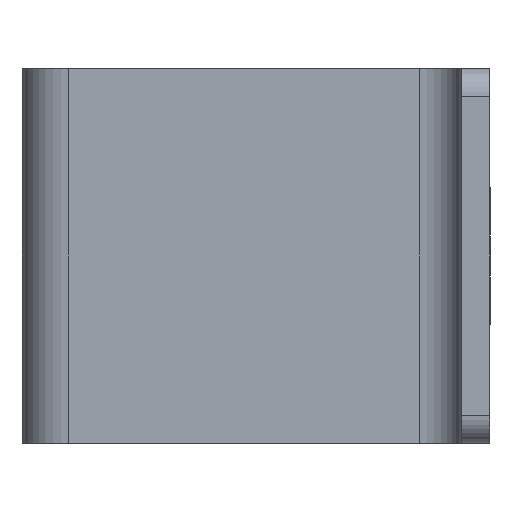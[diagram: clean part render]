
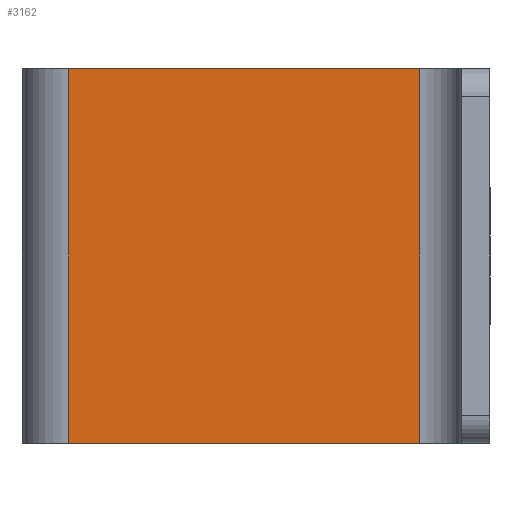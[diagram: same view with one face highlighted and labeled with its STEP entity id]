
A CAD part, left-side view. The second image highlights one B-rep face of the part: STEP entity #3162.
In plain terms, the highlighted planar face has unit normal (-1, 0, 0).
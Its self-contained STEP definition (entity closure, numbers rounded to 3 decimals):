
#54 = EDGE_LOOP ( 'NONE', ( #2372, #1778, #1436, #116 ) ) ;
#66 = DIRECTION ( 'NONE',  ( 0., 0., 1. ) ) ;
#84 = AXIS2_PLACEMENT_3D ( 'NONE', #1204, #276, #504 ) ;
#116 = ORIENTED_EDGE ( 'NONE', *, *, #818, .F. ) ;
#276 = DIRECTION ( 'NONE',  ( -1., 0., 0. ) ) ;
#504 = DIRECTION ( 'NONE',  ( 0., -1., 0. ) ) ;
#698 = FACE_OUTER_BOUND ( 'NONE', #54, .T. ) ;
#700 = EDGE_CURVE ( 'NONE', #2340, #2953, #3082, .T. ) ;
#818 = EDGE_CURVE ( 'NONE', #1923, #1745, #2042, .T. ) ;
#979 = CARTESIAN_POINT ( 'NONE',  ( -300., 4.5, -20. ) ) ;
#1030 = CARTESIAN_POINT ( 'NONE',  ( -300., 42., -20. ) ) ;
#1062 = VECTOR ( 'NONE', #1284, 1000. ) ;
#1154 = VECTOR ( 'NONE', #66, 1000. ) ;
#1204 = CARTESIAN_POINT ( 'NONE',  ( -300., 47., -20. ) ) ;
#1284 = DIRECTION ( 'NONE',  ( 0., -1., 0. ) ) ;
#1351 = EDGE_CURVE ( 'NONE', #2953, #1745, #1526, .T. ) ;
#1436 = ORIENTED_EDGE ( 'NONE', *, *, #1351, .T. ) ;
#1502 = EDGE_CURVE ( 'NONE', #2340, #1923, #1589, .T. ) ;
#1526 = LINE ( 'NONE', #1787, #1154 ) ;
#1551 = CARTESIAN_POINT ( 'NONE',  ( -300., 42., 20. ) ) ;
#1589 = LINE ( 'NONE', #2612, #2700 ) ;
#1745 = VERTEX_POINT ( 'NONE', #1960 ) ;
#1778 = ORIENTED_EDGE ( 'NONE', *, *, #700, .T. ) ;
#1787 = CARTESIAN_POINT ( 'NONE',  ( -300., 4.5, -20. ) ) ;
#1923 = VERTEX_POINT ( 'NONE', #1551 ) ;
#1960 = CARTESIAN_POINT ( 'NONE',  ( -300., 4.5, 20. ) ) ;
#2042 = LINE ( 'NONE', #2295, #3155 ) ;
#2295 = CARTESIAN_POINT ( 'NONE',  ( -300., 47., 20. ) ) ;
#2340 = VERTEX_POINT ( 'NONE', #1030 ) ;
#2372 = ORIENTED_EDGE ( 'NONE', *, *, #1502, .F. ) ;
#2561 = DIRECTION ( 'NONE',  ( 0., -1., 0. ) ) ;
#2612 = CARTESIAN_POINT ( 'NONE',  ( -300., 42., -20. ) ) ;
#2700 = VECTOR ( 'NONE', #3108, 1000. ) ;
#2953 = VERTEX_POINT ( 'NONE', #979 ) ;
#3000 = PLANE ( 'NONE',  #84 ) ;
#3068 = CARTESIAN_POINT ( 'NONE',  ( -300., 47., -20. ) ) ;
#3082 = LINE ( 'NONE', #3068, #1062 ) ;
#3108 = DIRECTION ( 'NONE',  ( 0., 0., 1. ) ) ;
#3155 = VECTOR ( 'NONE', #2561, 1000. ) ;
#3162 = ADVANCED_FACE ( 'NONE', ( #698 ), #3000, .T. ) ;
